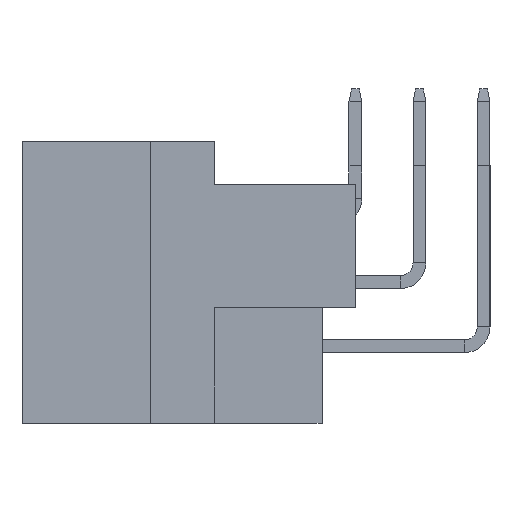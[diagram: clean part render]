
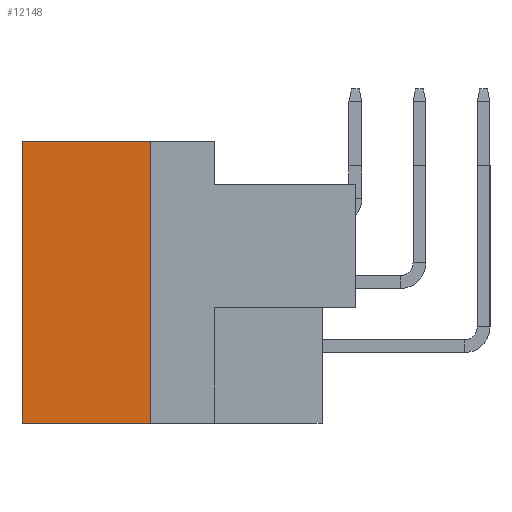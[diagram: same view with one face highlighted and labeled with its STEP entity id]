
A CAD part, left-side view. The second image highlights one B-rep face of the part: STEP entity #12148.
In plain terms, the highlighted planar face has unit normal (-1, 0, 0).
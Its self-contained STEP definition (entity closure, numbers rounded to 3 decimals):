
#854=FACE_OUTER_BOUND($,#1507,.T.);
#1507=EDGE_LOOP($,(#8986,#8987,#8988,#8989));
#1963=LINE($,#16122,#3525);
#2875=LINE($,#17956,#4437);
#2881=LINE($,#17967,#4443);
#2883=LINE($,#17970,#4445);
#3525=VECTOR($,#13213,11.);
#4437=VECTOR($,#14551,5.);
#4443=VECTOR($,#14561,5.);
#4445=VECTOR($,#14565,11.);
#5075=VERTEX_POINT($,#16120);
#5076=VERTEX_POINT($,#16121);
#5785=VERTEX_POINT($,#17954);
#5788=VERTEX_POINT($,#17966);
#6125=EDGE_CURVE($,#5075,#5076,#1963,.T.);
#7041=EDGE_CURVE($,#5785,#5075,#2875,.T.);
#7047=EDGE_CURVE($,#5076,#5788,#2881,.T.);
#7049=EDGE_CURVE($,#5785,#5788,#2883,.T.);
#8986=ORIENTED_EDGE($,*,*,#6125,.F.);
#8987=ORIENTED_EDGE($,*,*,#7041,.F.);
#8988=ORIENTED_EDGE($,*,*,#7049,.T.);
#8989=ORIENTED_EDGE($,*,*,#7047,.F.);
#11048=PLANE($,#12712);
#12148=ADVANCED_FACE($,(#854),#11048,.F.);
#12712=AXIS2_PLACEMENT_3D($,#17969,#14563,#14564);
#13213=DIRECTION($,(0.,-1.,0.));
#14551=DIRECTION($,(0.,0.,1.));
#14561=DIRECTION($,(0.,0.,-1.));
#14563=DIRECTION('center_axis',(1.,0.,0.));
#14564=DIRECTION('ref_axis',(0.,-1.,0.));
#14565=DIRECTION($,(0.,-1.,0.));
#16120=CARTESIAN_POINT('',(-43.501,5.178,0.));
#16121=CARTESIAN_POINT('',(-43.501,-5.822,0.));
#16122=CARTESIAN_POINT($,(-43.501,2.428,0.));
#17954=CARTESIAN_POINT('',(-43.501,5.178,-5.));
#17956=CARTESIAN_POINT($,(-43.501,5.178,0.));
#17966=CARTESIAN_POINT('',(-43.501,-5.822,-5.));
#17967=CARTESIAN_POINT($,(-43.501,-5.822,0.));
#17969=CARTESIAN_POINT('Origin',(-43.501,5.178,0.));
#17970=CARTESIAN_POINT($,(-43.501,-5.822,-5.));
